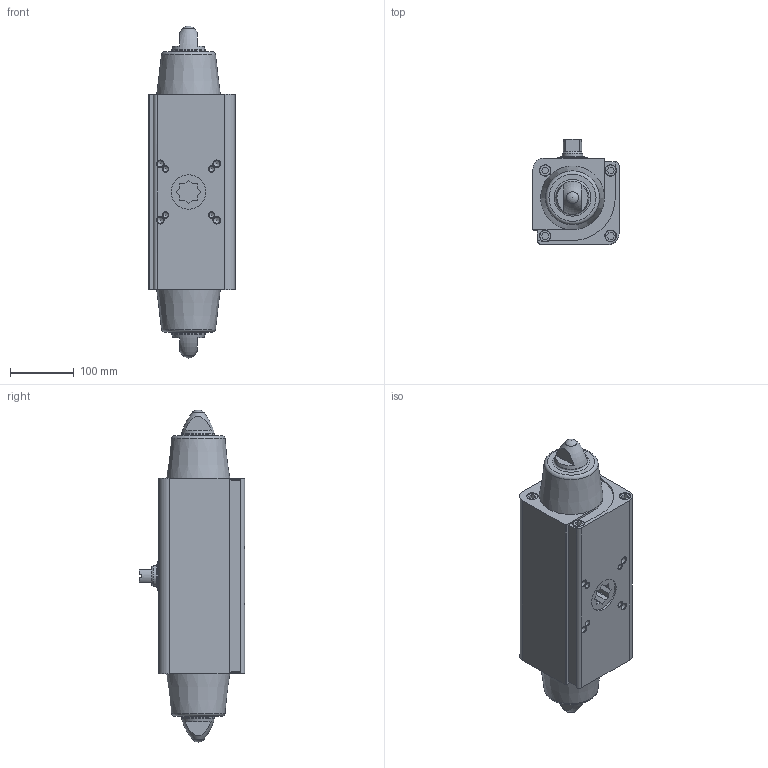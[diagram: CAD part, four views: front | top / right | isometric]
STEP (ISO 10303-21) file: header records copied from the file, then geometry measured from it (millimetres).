
FILE_DESCRIPTION(/* description */ ('STEP AP214'),/* implementation_level */ '2;1');
FILE_NAME(/* name */ '8030621_DAPS-0240-090-RS4-F1012-T4',/* time_stamp */ '2024-08-13T16:42:06+02:00',/* author */ ('License CC BY-ND 4.0'),/* organization */ ('CADENAS'),/* preprocessor_version */ 'ST-DEVELOPER v19.3',/* originating_system */ 'PARTsolutions',/* authorisation */ ' ');
FILE_SCHEMA (('AUTOMOTIVE_DESIGN {1 0 10303 214 3 1 1}'));
Length unit declared in the file: millimetre
Products named in the file (3): 8030621 DAPS-0240-090-RS4-F1012-T4---0; 8030621 DAPS-0240-090-RS4-F1012-T4---(1); 8030621 DAPS-0240-090-RS4-F1012-T4---(2)
Assembly tree (2 placements, depth 2):
  8030621 DAPS-0240-090-RS4-F1012-T4---0
    8030621 DAPS-0240-090-RS4-F1012-T4---(1)
    8030621 DAPS-0240-090-RS4-F1012-T4---(2)
Bounding box: 134.9 x 164.9 x 520.5 mm (x, y, z)
Volume: 6353747.4 mm3; surface area: 298397.3 mm2
Topology: 2 solids, 2 shells, 257 faces, 646 edges, 413 vertices
Faces by surface type: plane 138, cylinder 59, cone 42, torus 16, sphere 2
Full cylindrical faces by diameter (mm): 4.134 x8, 4.917 x1, 8.376 x4, 10.106 x4, 11.445 x2, 18 x8, 32 x1, 37 x1, 46 x2, 54 x2
Entity records: 6982 total; most frequent: CARTESIAN_POINT 1239, DIRECTION 1194, ORIENTED_EDGE 1014, EDGE_CURVE 507, AXIS2_PLACEMENT_3D 437, FACE_BOUND 393, VERTEX_POINT 388, EDGE_LOOP 374
